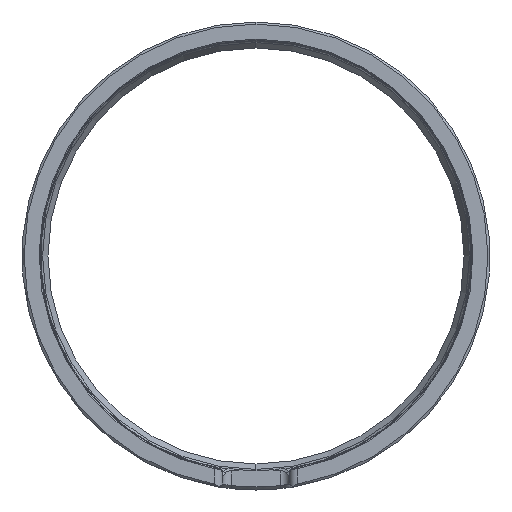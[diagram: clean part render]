
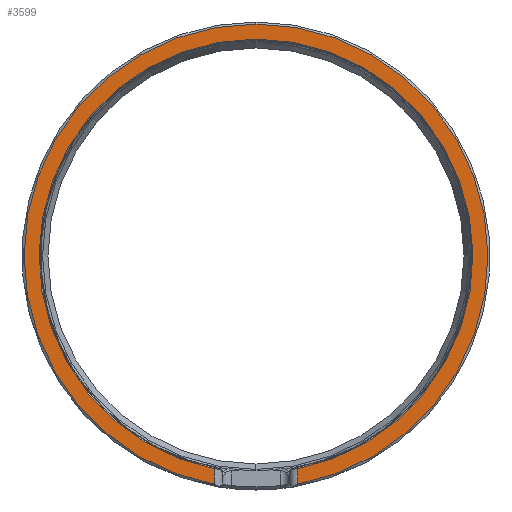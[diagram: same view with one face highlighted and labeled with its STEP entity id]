
A CAD part, left-side view. The second image highlights one B-rep face of the part: STEP entity #3599.
In plain terms, the highlighted planar face has unit normal (-1, 0, 0).
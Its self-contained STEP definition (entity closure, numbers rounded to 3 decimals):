
#412 = CARTESIAN_POINT ( 'NONE',  ( -300., 0., 56.65 ) ) ;
#607 = PLANE ( 'NONE',  #4664 ) ;
#778 = VERTEX_POINT ( 'NONE', #2369 ) ;
#898 = DIRECTION ( 'NONE',  ( 0., 0., 1. ) ) ;
#920 = VERTEX_POINT ( 'NONE', #5139 ) ;
#1034 = CIRCLE ( 'NONE', #4305, 52.975 ) ;
#1347 = EDGE_CURVE ( 'NONE', #920, #3445, #4381, .T. ) ;
#1396 = VECTOR ( 'NONE', #1959, 1000. ) ;
#1484 = LINE ( 'NONE', #4979, #4852 ) ;
#1511 = LINE ( 'NONE', #2344, #1396 ) ;
#1959 = DIRECTION ( 'NONE',  ( 0., 0., 1. ) ) ;
#1976 = CARTESIAN_POINT ( 'NONE',  ( -300., 0., 0. ) ) ;
#2042 = DIRECTION ( 'NONE',  ( 0., 0., 1. ) ) ;
#2110 = ORIENTED_EDGE ( 'NONE', *, *, #4031, .T. ) ;
#2344 = CARTESIAN_POINT ( 'NONE',  ( -300., 10.2, -57.15 ) ) ;
#2369 = CARTESIAN_POINT ( 'NONE',  ( -300., 10.2, -51.984 ) ) ;
#2487 = ORIENTED_EDGE ( 'NONE', *, *, #4564, .F. ) ;
#2505 = DIRECTION ( 'NONE',  ( 0., 0., -1. ) ) ;
#2637 = AXIS2_PLACEMENT_3D ( 'NONE', #4126, #2894, #2042 ) ;
#2811 = DIRECTION ( 'NONE',  ( -1., 0., 0. ) ) ;
#2894 = DIRECTION ( 'NONE',  ( -1., 0., 0. ) ) ;
#2943 = FACE_OUTER_BOUND ( 'NONE', #3614, .T. ) ;
#3014 = DIRECTION ( 'NONE',  ( -1., 0., 0. ) ) ;
#3292 = DIRECTION ( 'NONE',  ( -1., 0., 0. ) ) ;
#3300 = CIRCLE ( 'NONE', #4206, 56.65 ) ;
#3408 = CARTESIAN_POINT ( 'NONE',  ( -300., -10.2, -51.984 ) ) ;
#3445 = VERTEX_POINT ( 'NONE', #412 ) ;
#3497 = ORIENTED_EDGE ( 'NONE', *, *, #5486, .F. ) ;
#3599 = ADVANCED_FACE ( 'NONE', ( #2943 ), #607, .T. ) ;
#3614 = EDGE_LOOP ( 'NONE', ( #2487, #3806, #4331, #2110, #3497 ) ) ;
#3806 = ORIENTED_EDGE ( 'NONE', *, *, #1347, .T. ) ;
#3911 = CARTESIAN_POINT ( 'NONE',  ( -300., 0., 0. ) ) ;
#3957 = EDGE_CURVE ( 'NONE', #3445, #4293, #3300, .T. ) ;
#4031 = EDGE_CURVE ( 'NONE', #4293, #778, #1511, .T. ) ;
#4126 = CARTESIAN_POINT ( 'NONE',  ( -300., 0., 0. ) ) ;
#4179 = VERTEX_POINT ( 'NONE', #3408 ) ;
#4206 = AXIS2_PLACEMENT_3D ( 'NONE', #3911, #3014, #898 ) ;
#4293 = VERTEX_POINT ( 'NONE', #4635 ) ;
#4305 = AXIS2_PLACEMENT_3D ( 'NONE', #5411, #2811, #4487 ) ;
#4331 = ORIENTED_EDGE ( 'NONE', *, *, #3957, .T. ) ;
#4381 = CIRCLE ( 'NONE', #2637, 56.65 ) ;
#4487 = DIRECTION ( 'NONE',  ( 0., 0., 1. ) ) ;
#4559 = DIRECTION ( 'NONE',  ( 0., 0., 1. ) ) ;
#4564 = EDGE_CURVE ( 'NONE', #920, #4179, #1484, .T. ) ;
#4635 = CARTESIAN_POINT ( 'NONE',  ( -300., 10.2, -55.724 ) ) ;
#4664 = AXIS2_PLACEMENT_3D ( 'NONE', #1976, #3292, #2505 ) ;
#4852 = VECTOR ( 'NONE', #4559, 1000. ) ;
#4979 = CARTESIAN_POINT ( 'NONE',  ( -300., -10.2, -57.15 ) ) ;
#5139 = CARTESIAN_POINT ( 'NONE',  ( -300., -10.2, -55.724 ) ) ;
#5411 = CARTESIAN_POINT ( 'NONE',  ( -300., 0., 0. ) ) ;
#5486 = EDGE_CURVE ( 'NONE', #4179, #778, #1034, .T. ) ;
